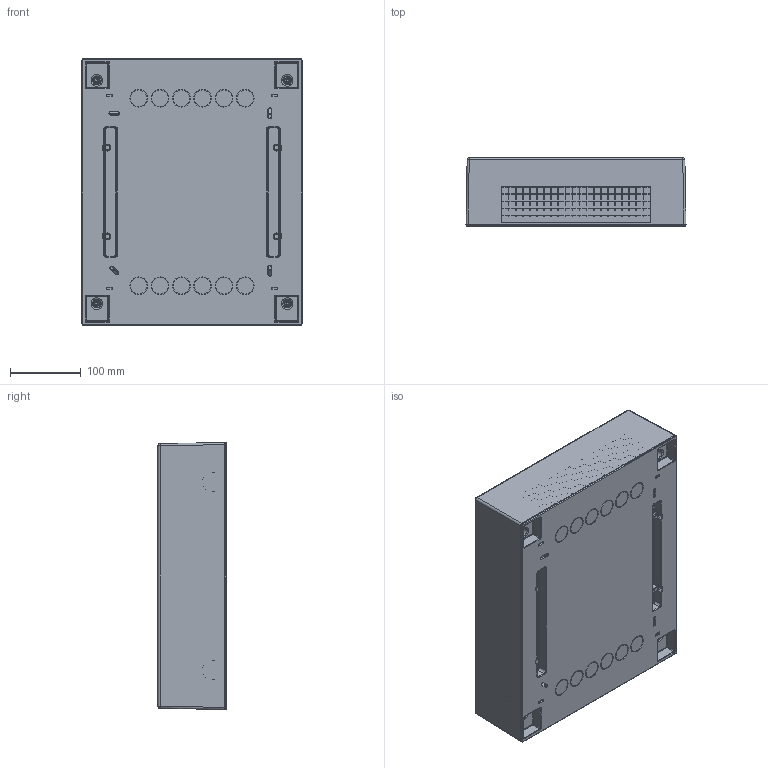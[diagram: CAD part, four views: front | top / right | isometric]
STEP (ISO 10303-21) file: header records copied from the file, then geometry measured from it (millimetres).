
FILE_DESCRIPTION((''),'2;1');
FILE_NAME('ACT_24_PO_ASM','2021-11-04T',('marketing.praksa'),('Audax d.o.o.'),'CREO PARAMETRIC BY PTC INC, 2017480','CREO PARAMETRIC BY PTC INC, 2017480','');
FILE_SCHEMA(('AUTOMOTIVE_DESIGN { 1 0 10303 214 1 1 1 1 }'));
Products named in the file (10): PLASTICNI_SRAF_MASKE_TEHNOPLA_2; DIN_SINA_KRUSKICA_252MM_1_2_1_1; DNO_24_ALFA_20_10_2017___1_1_1; 24_ALFA_MASKA_1_1_1; SCREW_3_1_1; DOOR_24_1_1; BIGLOGO_1_1; BIGLOGO_1_2; BIGLOGO_1_3; ACT_24_PO_ASM
Assembly tree (16 placements, depth 2):
  ACT_24_PO_ASM
    PLASTICNI_SRAF_MASKE_TEHNOPLA_2  x4
    DIN_SINA_KRUSKICA_252MM_1_2_1_1  x2
    DNO_24_ALFA_20_10_2017___1_1_1
    24_ALFA_MASKA_1_1_1
    SCREW_3_1_1  x4
    DOOR_24_1_1
    BIGLOGO_1_1
    BIGLOGO_1_2
    BIGLOGO_1_3
Bounding box: 310.06 x 96.04 x 376.27 mm (x, y, z)
Volume: 1186279.9 mm3; surface area: 1128205.1 mm2
Topology: 16 solids, 16 shells, 5883 faces, 14961 edges, 9363 vertices
Faces by surface type: plane 3167, cylinder 1074, bspline 721, cone 479, torus 248, sphere 190, extrusion 4
Entity records: 245841 total; most frequent: CARTESIAN_POINT 84313, ORIENTED_EDGE 26402, DIRECTION 21965, PRESENTATION_STYLE_ASSIGNMENT 13305, STYLED_ITEM 13254, CURVE_STYLE 13201, EDGE_CURVE 13201, VECTOR 8611
